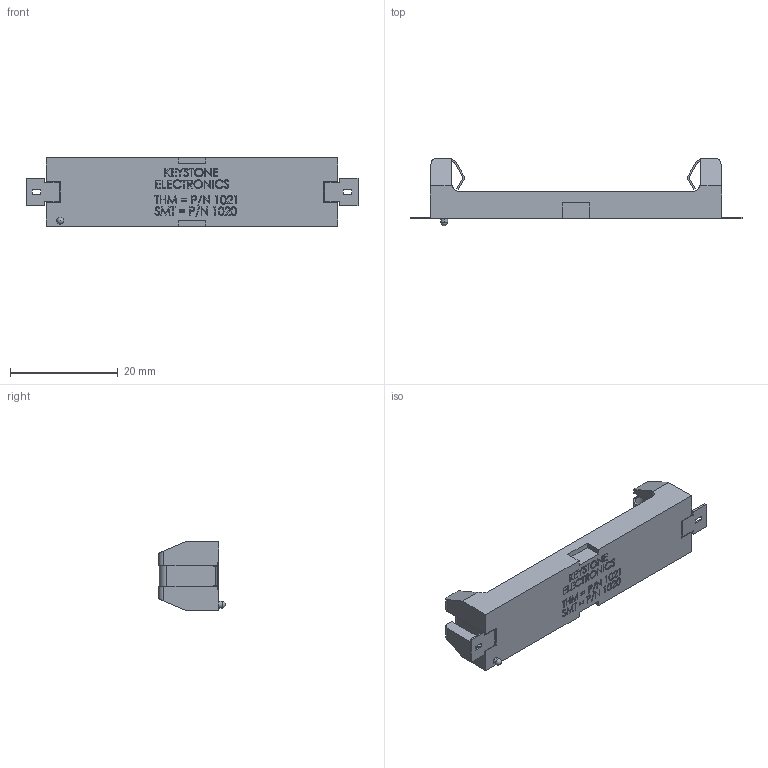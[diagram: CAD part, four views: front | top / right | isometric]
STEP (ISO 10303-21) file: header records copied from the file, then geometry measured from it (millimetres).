
FILE_DESCRIPTION (( 'STEP AP214' ), '1' );
FILE_NAME ('1020.STEP', '2013-06-18T13:09:40', ( 'Richard Maletta' ), ( '' ), 'SwSTEP 2.0', 'SolidWorks 2009', '' );
FILE_SCHEMA (( 'AUTOMOTIVE_DESIGN' ));
Length unit declared in the file: inch
Products named in the file (1): 1020
Bounding box: 61.49 x 12.45 x 12.7 mm (x, y, z)
Volume: 2045.4 mm3; surface area: 3263 mm2
Topology: 1 solids, 1 shells, 648 faces, 1762 edges, 1171 vertices
Faces by surface type: plane 484, bspline 135, cylinder 28, sphere 1
Entity records: 29334 total; most frequent: CARTESIAN_POINT 12768, ORIENTED_EDGE 3520, DIRECTION 2552, EDGE_CURVE 1760, VECTOR 1428, LINE 1428, VERTEX_POINT 1170, EDGE_LOOP 708
